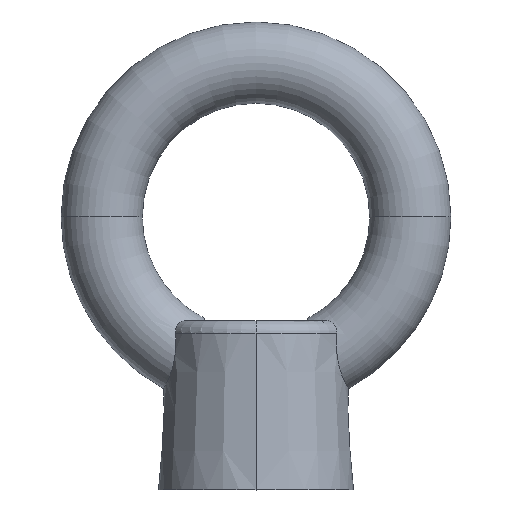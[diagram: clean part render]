
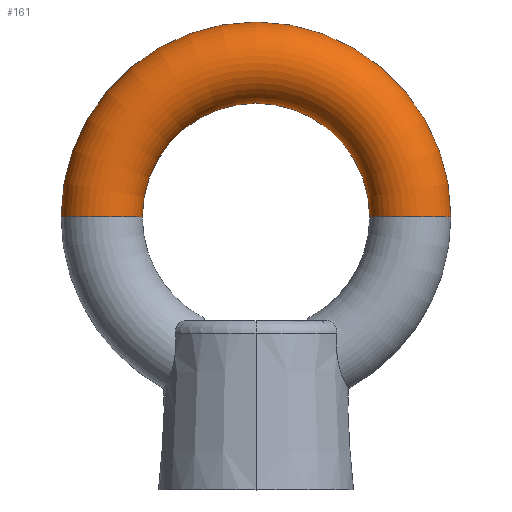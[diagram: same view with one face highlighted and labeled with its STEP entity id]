
A CAD part, top view. The second image highlights one B-rep face of the part: STEP entity #161.
In plain terms, the highlighted toroidal (fillet/blend) face has major radius 23.75 mm and minor radius 6.25 mm.
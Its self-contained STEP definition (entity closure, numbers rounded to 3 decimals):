
#25 = EDGE_CURVE ( 'NONE', #250, #259, #220, .T. ) ;
#40 = EDGE_LOOP ( 'NONE', ( #47, #48, #111, #59 ) ) ;
#47 = ORIENTED_EDGE ( 'NONE', *, *, #243, .F. ) ;
#48 = ORIENTED_EDGE ( 'NONE', *, *, #49, .F. ) ;
#49 = EDGE_CURVE ( 'NONE', #250, #247, #313, .T. ) ;
#59 = ORIENTED_EDGE ( 'NONE', *, *, #112, .T. ) ;
#111 = ORIENTED_EDGE ( 'NONE', *, *, #25, .T. ) ;
#112 = EDGE_CURVE ( 'NONE', #259, #266, #302, .T. ) ;
#161 = ADVANCED_FACE ( 'NONE', ( #607 ), #606, .T. ) ;
#218 = CARTESIAN_POINT ( 'NONE',  ( 0., 0., 0. ) ) ;
#219 = AXIS2_PLACEMENT_3D ( 'NONE', #218, #234, #233 ) ;
#220 = CIRCLE ( 'NONE', #219, 17.5 ) ;
#233 = DIRECTION ( 'NONE',  ( -1., 0., 0. ) ) ;
#234 = DIRECTION ( 'NONE',  ( 0., 0., -1. ) ) ;
#243 = EDGE_CURVE ( 'NONE', #247, #266, #740, .T. ) ;
#247 = VERTEX_POINT ( 'NONE', #731 ) ;
#250 = VERTEX_POINT ( 'NONE', #725 ) ;
#259 = VERTEX_POINT ( 'NONE', #484 ) ;
#266 = VERTEX_POINT ( 'NONE', #494 ) ;
#299 = DIRECTION ( 'NONE',  ( -1., 0., 0. ) ) ;
#300 = DIRECTION ( 'NONE',  ( 0., 1., 0. ) ) ;
#301 = AXIS2_PLACEMENT_3D ( 'NONE', #395, #300, #299 ) ;
#302 = CIRCLE ( 'NONE', #301, 6.25 ) ;
#313 = CIRCLE ( 'NONE', #389, 6.25 ) ;
#386 = DIRECTION ( 'NONE',  ( 0., 0., -1. ) ) ;
#387 = DIRECTION ( 'NONE',  ( 0., -1., 0. ) ) ;
#388 = CARTESIAN_POINT ( 'NONE',  ( -23.75, 0., 0. ) ) ;
#389 = AXIS2_PLACEMENT_3D ( 'NONE', #388, #387, #386 ) ;
#395 = CARTESIAN_POINT ( 'NONE',  ( 23.75, 0., 0. ) ) ;
#484 = CARTESIAN_POINT ( 'NONE',  ( 17.5, 0., 0. ) ) ;
#494 = CARTESIAN_POINT ( 'NONE',  ( 30., 0., 0. ) ) ;
#606 = TOROIDAL_SURFACE ( 'NONE', #609, 23.75, 6.25 ) ;
#607 = FACE_OUTER_BOUND ( 'NONE', #40, .T. ) ;
#609 = AXIS2_PLACEMENT_3D ( 'NONE', #675, #674, #673 ) ;
#673 = DIRECTION ( 'NONE',  ( -1., 0., 0. ) ) ;
#674 = DIRECTION ( 'NONE',  ( 0., 0., -1. ) ) ;
#675 = CARTESIAN_POINT ( 'NONE',  ( 0., 0., 0. ) ) ;
#725 = CARTESIAN_POINT ( 'NONE',  ( -17.5, 0., 0. ) ) ;
#731 = CARTESIAN_POINT ( 'NONE',  ( -30., 0., 0. ) ) ;
#736 = DIRECTION ( 'NONE',  ( -1., 0., 0. ) ) ;
#737 = DIRECTION ( 'NONE',  ( 0., 0., -1. ) ) ;
#738 = CARTESIAN_POINT ( 'NONE',  ( 0., 0., 0. ) ) ;
#739 = AXIS2_PLACEMENT_3D ( 'NONE', #738, #737, #736 ) ;
#740 = CIRCLE ( 'NONE', #739, 30. ) ;
